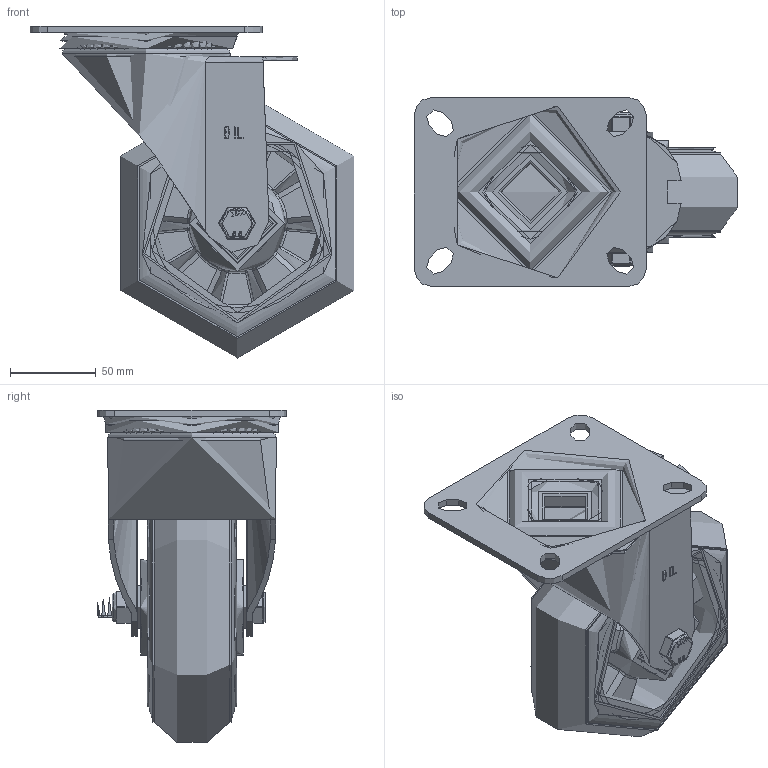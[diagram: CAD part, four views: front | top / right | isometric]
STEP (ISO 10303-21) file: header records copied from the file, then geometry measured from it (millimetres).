
FILE_DESCRIPTION(/* description */ ('','CAx-IF Rec.Pracs.---Representation and Presentation of Product Manufacturing Information (PMI)---4.0---2014-10-13'),/* implementation_level */ '2;1');
FILE_NAME(/* name */ 'BZMM160SRERGBJ.step',/* time_stamp */ '2024-12-17T12:42:56Z',/* author */ (''),/* organization */ (''),/* preprocessor_version */ 'ST-DEVELOPER v20',/* originating_system */ 'Autodesk Translation Framework v13.20.0.188',/* authorisation */ '');
FILE_SCHEMA (('AP242_MANAGED_MODEL_BASED_3D_ENGINEERING_MIM_LF { 1 0 10303 442 1 1 4 }'));
Products named in the file (31): BZMM160SRERGBJ; BZMM150AS - 2 - 64 v2; ZINC PLATED, PRESSED STEEL TOP PLATE; ZINC PLATED, PRESSED STEEL TOP PLATE Geometry; BALL BEARINGS; Component1; BEARING SEAL; ZINC PLATED, PRESSED STEEL FORKS; BZH160WSRERGBJM20 v1; 55 SHORE A ELASTIC RUBBER TYRE; ALUMINIUM RIM; BEARING6204; BALL BEARINGS (1); BEARING6204 (1); BALL BEARINGS (1) (1); Component3; INNER; OUTER; MIDDLE; RUBBER; BEARING SPACER; TH20X2X12 v1; ZINC PLATED HEADED SPACER; TH20X2X12 v1 (1); ZINC PLATED HEADED SPACER (1); HEXBOLTM12X90Z8.8 v2; GRADE 8.8 ZINC PLATED BOLT; NYLOCM12Z v1; NYLOC NUT; NUT; RUBBER (1)
Assembly tree (88 placements, depth 5):
  BZMM160SRERGBJ
    BZMM150AS - 2 - 64 v2
      ZINC PLATED, PRESSED STEEL TOP PLATE
        ZINC PLATED, PRESSED STEEL TOP PLATE Geometry
        BALL BEARINGS
          Component1  x40
      BEARING SEAL
      ZINC PLATED, PRESSED STEEL FORKS
    BZH160WSRERGBJM20 v1
      55 SHORE A ELASTIC RUBBER TYRE
      ALUMINIUM RIM
      BEARING6204
        INNER
        OUTER
        BALL BEARINGS (1)
          Component3  x8
        MIDDLE
        RUBBER
      BEARING6204 (1)
        BALL BEARINGS (1) (1)
          Component3  x8
        INNER
        OUTER
        MIDDLE
        RUBBER
      BEARING SPACER
    TH20X2X12 v1
      ZINC PLATED HEADED SPACER
    TH20X2X12 v1 (1)
      ZINC PLATED HEADED SPACER (1)
    HEXBOLTM12X90Z8.8 v2
      GRADE 8.8 ZINC PLATED BOLT
    NYLOCM12Z v1
      NYLOC NUT
        NUT
        RUBBER (1)
Bounding box: 188.42 x 110 x 193.43 mm (x, y, z)
Volume: 810825.7 mm3; surface area: 283779.1 mm2
Topology: 77 solids, 77 shells, 1368 faces, 3384 edges, 2183 vertices
Faces by surface type: bspline 478, plane 455, cylinder 216, sphere 146, torus 66, cone 7
Full cylindrical faces by diameter (mm): 9.836 x16, 11.834 x16, 12 x3, 12.2 x4, 14 x2, 17.75 x1, 18.5 x1, 19.8 x2, 20 x3, 24 x1, 25 x2, 27 x2, 28.5 x8, 30.8 x4, 31.3 x4, 33.75 x1, 39.75 x2, 40.3 x4, 40.5 x4, 40.8 x4, 42 x11, 47 x4, 50 x1, 55.5 x2, 78 x1, 92 x1, 98 x3, 104 x2, 113 x2, 116 x2
Entity records: 72755 total; most frequent: CARTESIAN_POINT 50803, ORIENTED_EDGE 4604, DIRECTION 3826, EDGE_CURVE 2302, AXIS2_PLACEMENT_3D 1513, VERTEX_POINT 1467, EDGE_LOOP 1125, FACE_OUTER_BOUND 968
